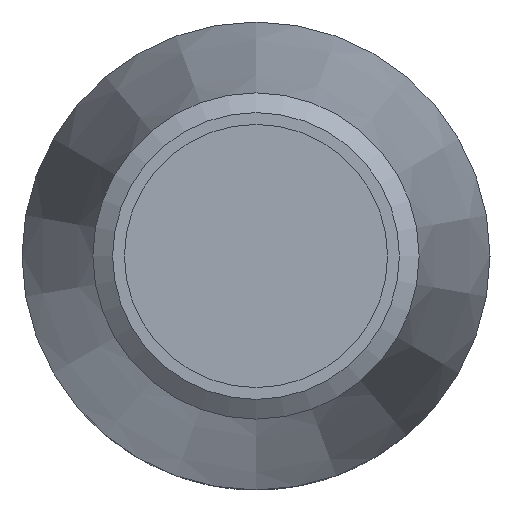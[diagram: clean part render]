
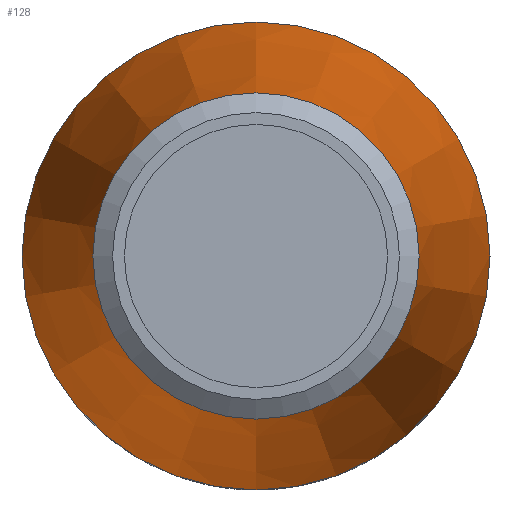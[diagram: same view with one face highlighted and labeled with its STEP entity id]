
A CAD part, left-side view. The second image highlights one B-rep face of the part: STEP entity #128.
In plain terms, the highlighted conical face has half-angle 8.746 degrees and reference radius 16 mm.
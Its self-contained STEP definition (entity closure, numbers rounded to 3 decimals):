
#11 = EDGE_LOOP ( 'NONE', ( #266 ) ) ;
#61 = CARTESIAN_POINT ( 'NONE',  ( -80., 0., 0. ) ) ;
#74 = DIRECTION ( 'NONE',  ( 0., 0., 1. ) ) ;
#76 = AXIS2_PLACEMENT_3D ( 'NONE', #134, #104, #74 ) ;
#86 = DIRECTION ( 'NONE',  ( 0., 0., 1. ) ) ;
#92 = DIRECTION ( 'NONE',  ( 0., 0., -1. ) ) ;
#101 = ORIENTED_EDGE ( 'NONE', *, *, #175, .T. ) ;
#104 = DIRECTION ( 'NONE',  ( 1., 0., 0. ) ) ;
#128 = ADVANCED_FACE ( 'NONE', ( #308, #293 ), #174, .T. ) ;
#134 = CARTESIAN_POINT ( 'NONE',  ( -111.512, 0., 0. ) ) ;
#141 = EDGE_LOOP ( 'NONE', ( #101 ) ) ;
#160 = CARTESIAN_POINT ( 'NONE',  ( -111.512, 0., 11.152 ) ) ;
#173 = DIRECTION ( 'NONE',  ( 1., 0., 0. ) ) ;
#174 = CONICAL_SURFACE ( 'NONE', #252, 16., 0.153 ) ;
#175 = EDGE_CURVE ( 'NONE', #305, #305, #259, .T. ) ;
#246 = DIRECTION ( 'NONE',  ( -1., 0., 0. ) ) ;
#252 = AXIS2_PLACEMENT_3D ( 'NONE', #61, #173, #92 ) ;
#253 = VERTEX_POINT ( 'NONE', #160 ) ;
#259 = CIRCLE ( 'NONE', #307, 16. ) ;
#266 = ORIENTED_EDGE ( 'NONE', *, *, #299, .T. ) ;
#270 = CARTESIAN_POINT ( 'NONE',  ( -80., 0., 0. ) ) ;
#293 = FACE_OUTER_BOUND ( 'NONE', #141, .T. ) ;
#299 = EDGE_CURVE ( 'NONE', #253, #253, #334, .T. ) ;
#305 = VERTEX_POINT ( 'NONE', #315 ) ;
#307 = AXIS2_PLACEMENT_3D ( 'NONE', #270, #246, #86 ) ;
#308 = FACE_BOUND ( 'NONE', #11, .T. ) ;
#315 = CARTESIAN_POINT ( 'NONE',  ( -80., 0., 16. ) ) ;
#334 = CIRCLE ( 'NONE', #76, 11.152 ) ;
